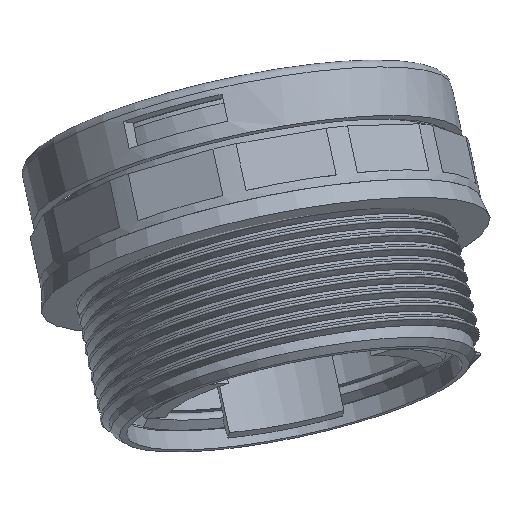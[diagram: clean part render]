
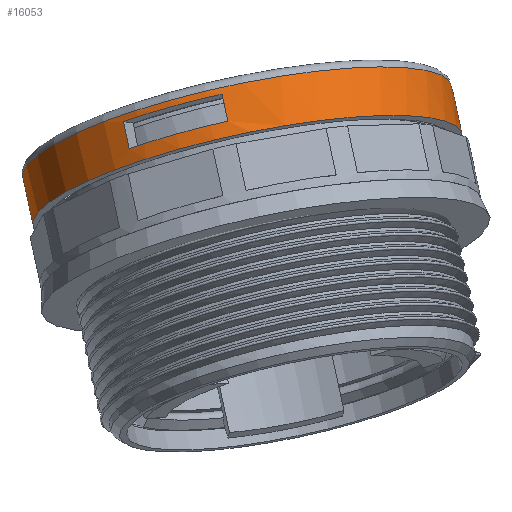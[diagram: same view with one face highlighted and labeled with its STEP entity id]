
A CAD part, isometric view. The second image highlights one B-rep face of the part: STEP entity #16053.
In plain terms, the highlighted cylindrical face has radius 22.5 mm (diameter 45 mm), a full revolution.
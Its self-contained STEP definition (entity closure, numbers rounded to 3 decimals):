
#126=CYLINDRICAL_SURFACE('',#16754,22.5);
#210=CIRCLE('',#16712,22.5);
#212=CIRCLE('',#16716,22.5);
#214=CIRCLE('',#16720,22.5);
#216=CIRCLE('',#16724,22.5);
#218=CIRCLE('',#16728,22.5);
#220=CIRCLE('',#16732,22.5);
#229=CIRCLE('',#16749,22.5);
#231=CIRCLE('',#16752,22.5);
#472=FACE_BOUND('',#3304,.T.);
#473=FACE_BOUND('',#3305,.T.);
#474=FACE_BOUND('',#3306,.T.);
#475=FACE_BOUND('',#3307,.T.);
#2323=FACE_OUTER_BOUND('',#3303,.T.);
#3303=EDGE_LOOP('',(#14121));
#3304=EDGE_LOOP('',(#14122));
#3305=EDGE_LOOP('',(#14123,#14124,#14125,#14126));
#3306=EDGE_LOOP('',(#14127,#14128,#14129,#14130));
#3307=EDGE_LOOP('',(#14131,#14132,#14133,#14134));
#4707=LINE('',#29383,#6097);
#4711=LINE('',#29395,#6101);
#4715=LINE('',#29407,#6105);
#4719=LINE('',#29419,#6109);
#4723=LINE('',#29431,#6113);
#4727=LINE('',#29443,#6117);
#6097=VECTOR('',#19140,10.);
#6101=VECTOR('',#19152,10.);
#6105=VECTOR('',#19164,10.);
#6109=VECTOR('',#19176,10.);
#6113=VECTOR('',#19188,10.);
#6117=VECTOR('',#19200,10.);
#7572=VERTEX_POINT('',#29380);
#7573=VERTEX_POINT('',#29382);
#7575=VERTEX_POINT('',#29388);
#7577=VERTEX_POINT('',#29394);
#7580=VERTEX_POINT('',#29404);
#7581=VERTEX_POINT('',#29406);
#7583=VERTEX_POINT('',#29412);
#7585=VERTEX_POINT('',#29418);
#7588=VERTEX_POINT('',#29428);
#7589=VERTEX_POINT('',#29430);
#7591=VERTEX_POINT('',#29436);
#7593=VERTEX_POINT('',#29442);
#7602=VERTEX_POINT('',#29472);
#7604=VERTEX_POINT('',#29477);
#9793=EDGE_CURVE('',#7573,#7572,#4707,.T.);
#9796=EDGE_CURVE('',#7575,#7573,#210,.T.);
#9799=EDGE_CURVE('',#7577,#7575,#4711,.T.);
#9802=EDGE_CURVE('',#7572,#7577,#212,.T.);
#9805=EDGE_CURVE('',#7581,#7580,#4715,.T.);
#9808=EDGE_CURVE('',#7583,#7581,#214,.T.);
#9811=EDGE_CURVE('',#7585,#7583,#4719,.T.);
#9814=EDGE_CURVE('',#7580,#7585,#216,.T.);
#9817=EDGE_CURVE('',#7589,#7588,#4723,.T.);
#9820=EDGE_CURVE('',#7591,#7589,#218,.T.);
#9823=EDGE_CURVE('',#7593,#7591,#4727,.T.);
#9826=EDGE_CURVE('',#7588,#7593,#220,.T.);
#9835=EDGE_CURVE('',#7602,#7602,#229,.F.);
#9837=EDGE_CURVE('',#7604,#7604,#231,.T.);
#14121=ORIENTED_EDGE('',*,*,#9835,.T.);
#14122=ORIENTED_EDGE('',*,*,#9837,.F.);
#14123=ORIENTED_EDGE('',*,*,#9799,.T.);
#14124=ORIENTED_EDGE('',*,*,#9796,.T.);
#14125=ORIENTED_EDGE('',*,*,#9793,.T.);
#14126=ORIENTED_EDGE('',*,*,#9802,.T.);
#14127=ORIENTED_EDGE('',*,*,#9811,.T.);
#14128=ORIENTED_EDGE('',*,*,#9808,.T.);
#14129=ORIENTED_EDGE('',*,*,#9805,.T.);
#14130=ORIENTED_EDGE('',*,*,#9814,.T.);
#14131=ORIENTED_EDGE('',*,*,#9823,.T.);
#14132=ORIENTED_EDGE('',*,*,#9820,.T.);
#14133=ORIENTED_EDGE('',*,*,#9817,.T.);
#14134=ORIENTED_EDGE('',*,*,#9826,.T.);
#16053=ADVANCED_FACE('',(#2323,#472,#473,#474,#475),#126,.T.);
#16712=AXIS2_PLACEMENT_3D('',#29389,#19146,#19147);
#16716=AXIS2_PLACEMENT_3D('',#29399,#19158,#19159);
#16720=AXIS2_PLACEMENT_3D('',#29413,#19170,#19171);
#16724=AXIS2_PLACEMENT_3D('',#29423,#19182,#19183);
#16728=AXIS2_PLACEMENT_3D('',#29437,#19194,#19195);
#16732=AXIS2_PLACEMENT_3D('',#29447,#19206,#19207);
#16749=AXIS2_PLACEMENT_3D('',#29473,#19240,#19241);
#16752=AXIS2_PLACEMENT_3D('',#29478,#19246,#19247);
#16754=AXIS2_PLACEMENT_3D('',#29480,#19250,#19251);
#19140=DIRECTION('',(0.,1.,0.));
#19146=DIRECTION('center_axis',(0.,-1.,0.));
#19147=DIRECTION('ref_axis',(-1.,0.,0.));
#19152=DIRECTION('',(0.,-1.,0.));
#19158=DIRECTION('center_axis',(0.,1.,0.));
#19159=DIRECTION('ref_axis',(-1.,0.,0.));
#19164=DIRECTION('',(0.,1.,0.));
#19170=DIRECTION('center_axis',(0.,-1.,0.));
#19171=DIRECTION('ref_axis',(-1.,0.,0.));
#19176=DIRECTION('',(0.,-1.,0.));
#19182=DIRECTION('center_axis',(0.,1.,0.));
#19183=DIRECTION('ref_axis',(-1.,0.,0.));
#19188=DIRECTION('',(0.,1.,0.));
#19194=DIRECTION('center_axis',(0.,-1.,0.));
#19195=DIRECTION('ref_axis',(-1.,0.,0.));
#19200=DIRECTION('',(0.,-1.,0.));
#19206=DIRECTION('center_axis',(0.,1.,0.));
#19207=DIRECTION('ref_axis',(-1.,0.,0.));
#19240=DIRECTION('center_axis',(0.,-1.,0.));
#19241=DIRECTION('ref_axis',(-1.,0.,0.));
#19246=DIRECTION('center_axis',(0.,1.,0.));
#19247=DIRECTION('ref_axis',(1.,0.,0.));
#19250=DIRECTION('center_axis',(0.,1.,0.));
#19251=DIRECTION('ref_axis',(-1.,0.,0.));
#29380=CARTESIAN_POINT('',(15.63,3.6,-16.185));
#29382=CARTESIAN_POINT('',(15.63,0.7,-16.185));
#29383=CARTESIAN_POINT('',(15.63,3.,-16.185));
#29388=CARTESIAN_POINT('',(6.202,0.7,-21.628));
#29389=CARTESIAN_POINT('Origin',(0.,0.7,0.));
#29394=CARTESIAN_POINT('',(6.202,3.6,-21.628));
#29395=CARTESIAN_POINT('',(6.202,3.,-21.628));
#29399=CARTESIAN_POINT('Origin',(0.,3.6,0.));
#29404=CARTESIAN_POINT('',(6.202,3.6,21.628));
#29406=CARTESIAN_POINT('',(6.202,0.7,21.628));
#29407=CARTESIAN_POINT('',(6.202,3.,21.628));
#29412=CARTESIAN_POINT('',(15.63,0.7,16.185));
#29413=CARTESIAN_POINT('Origin',(0.,0.7,0.));
#29418=CARTESIAN_POINT('',(15.63,3.6,16.185));
#29419=CARTESIAN_POINT('',(15.63,3.,16.185));
#29423=CARTESIAN_POINT('Origin',(0.,3.6,0.));
#29428=CARTESIAN_POINT('',(-21.832,3.6,-5.443));
#29430=CARTESIAN_POINT('',(-21.832,0.7,-5.443));
#29431=CARTESIAN_POINT('',(-21.832,3.,-5.443));
#29436=CARTESIAN_POINT('',(-21.832,0.7,5.443));
#29437=CARTESIAN_POINT('Origin',(0.,0.7,0.));
#29442=CARTESIAN_POINT('',(-21.832,3.6,5.443));
#29443=CARTESIAN_POINT('',(-21.832,3.,5.443));
#29447=CARTESIAN_POINT('Origin',(0.,3.6,0.));
#29472=CARTESIAN_POINT('',(1.961,-0.9,22.414));
#29473=CARTESIAN_POINT('Origin',(0.,-0.9,0.));
#29477=CARTESIAN_POINT('',(-22.5,4.3,0.));
#29478=CARTESIAN_POINT('Origin',(0.,4.3,0.));
#29480=CARTESIAN_POINT('Origin',(0.,3.,0.));
